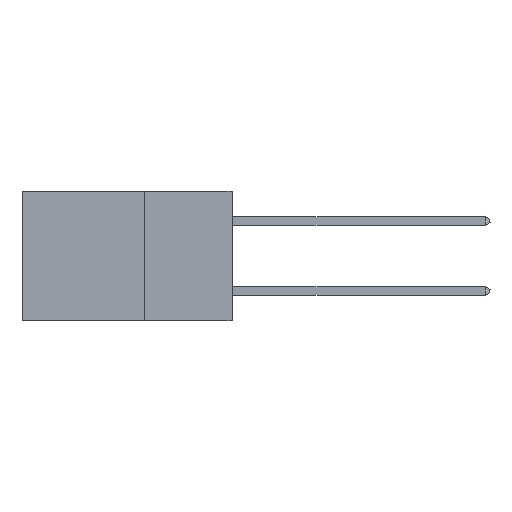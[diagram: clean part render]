
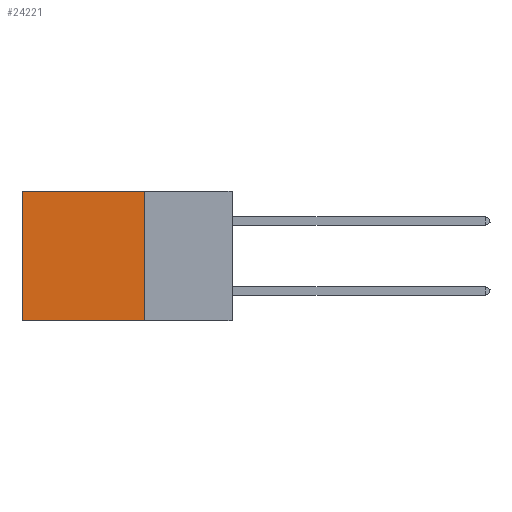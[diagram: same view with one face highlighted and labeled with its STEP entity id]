
A CAD part, left-side view. The second image highlights one B-rep face of the part: STEP entity #24221.
In plain terms, the highlighted planar face has unit normal (-1, 0, 0).
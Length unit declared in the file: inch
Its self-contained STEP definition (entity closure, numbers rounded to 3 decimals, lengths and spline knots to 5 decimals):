
#3 = ORIENTED_EDGE ( 'NONE', *, *, #14274, .F. ) ;
#69 = DIRECTION ( 'NONE',  ( 0., 0., -1. ) ) ;
#202 = CARTESIAN_POINT ( 'NONE',  ( 0.2875, 0.25, -0.37 ) ) ;
#2118 = CARTESIAN_POINT ( 'NONE',  ( 0.2875, 0.25, 0. ) ) ;
#4438 = VERTEX_POINT ( 'NONE', #28131 ) ;
#6455 = CARTESIAN_POINT ( 'NONE',  ( 0.2875, 0.6, 0. ) ) ;
#9943 = CARTESIAN_POINT ( 'NONE',  ( 0.2875, 0.25, 0. ) ) ;
#12921 = DIRECTION ( 'NONE',  ( 0., 0., -1. ) ) ;
#13116 = VERTEX_POINT ( 'NONE', #25742 ) ;
#14274 = EDGE_CURVE ( 'NONE', #13116, #16964, #39271, .T. ) ;
#14310 = DIRECTION ( 'NONE',  ( 0., 1., 0. ) ) ;
#15062 = VECTOR ( 'NONE', #16187, 39.37008 ) ;
#16187 = DIRECTION ( 'NONE',  ( 0., 1., 0. ) ) ;
#16435 = VECTOR ( 'NONE', #14310, 39.37008 ) ;
#16964 = VERTEX_POINT ( 'NONE', #34730 ) ;
#17406 = LINE ( 'NONE', #2118, #16435 ) ;
#17775 = CARTESIAN_POINT ( 'NONE',  ( 0.2875, 0.25, 0. ) ) ;
#17807 = EDGE_CURVE ( 'NONE', #27326, #4438, #17406, .T. ) ;
#19195 = DIRECTION ( 'NONE',  ( 0., 0., -1. ) ) ;
#19517 = LINE ( 'NONE', #9943, #25365 ) ;
#19681 = LINE ( 'NONE', #6455, #29875 ) ;
#19700 = EDGE_CURVE ( 'NONE', #4438, #16964, #19681, .T. ) ;
#21509 = EDGE_CURVE ( 'NONE', #27326, #13116, #19517, .T. ) ;
#22257 = EDGE_LOOP ( 'NONE', ( #30820, #3, #24830, #36227 ) ) ;
#22930 = FACE_OUTER_BOUND ( 'NONE', #22257, .T. ) ;
#24221 = ADVANCED_FACE ( 'NONE', ( #22930 ), #25444, .F. ) ;
#24830 = ORIENTED_EDGE ( 'NONE', *, *, #21509, .F. ) ;
#25365 = VECTOR ( 'NONE', #12921, 39.37008 ) ;
#25444 = PLANE ( 'NONE',  #30215 ) ;
#25581 = DIRECTION ( 'NONE',  ( 1., 0., 0. ) ) ;
#25742 = CARTESIAN_POINT ( 'NONE',  ( 0.2875, 0.25, -0.37 ) ) ;
#27326 = VERTEX_POINT ( 'NONE', #17775 ) ;
#28131 = CARTESIAN_POINT ( 'NONE',  ( 0.2875, 0.6, 0. ) ) ;
#28696 = CARTESIAN_POINT ( 'NONE',  ( 0.2875, 0.25, 0. ) ) ;
#29875 = VECTOR ( 'NONE', #69, 39.37008 ) ;
#30215 = AXIS2_PLACEMENT_3D ( 'NONE', #28696, #25581, #19195 ) ;
#30820 = ORIENTED_EDGE ( 'NONE', *, *, #19700, .T. ) ;
#34730 = CARTESIAN_POINT ( 'NONE',  ( 0.2875, 0.6, -0.37 ) ) ;
#36227 = ORIENTED_EDGE ( 'NONE', *, *, #17807, .T. ) ;
#39271 = LINE ( 'NONE', #202, #15062 ) ;
